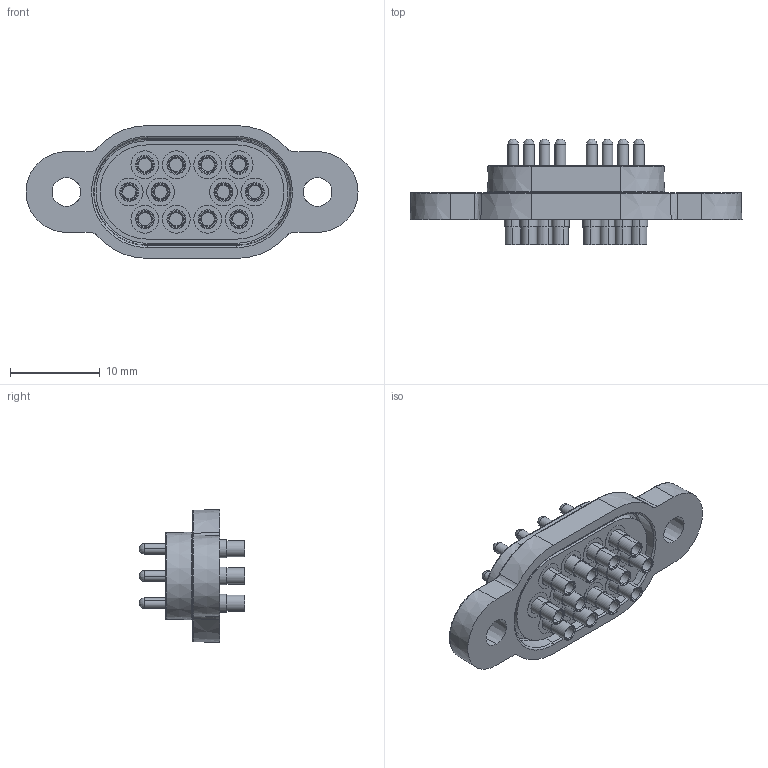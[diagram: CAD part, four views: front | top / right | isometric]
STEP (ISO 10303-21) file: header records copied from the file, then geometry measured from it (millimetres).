
FILE_DESCRIPTION (( 'STEP AP214' ), '1' );
FILE_NAME ('UEBK-30396.STEP', '2023-03-31T18:28:32', ( '' ), ( '' ), 'SwSTEP 2.0', 'SolidWorks 2022', '' );
FILE_SCHEMA (( 'AUTOMOTIVE_DESIGN' ));
Length unit declared in the file: millimetre
Products named in the file (1): UEBK-30396
Bounding box: 37 x 11.8 x 14.8 mm (x, y, z)
Volume: 1524.4 mm3; surface area: 3171.5 mm2
Topology: 14 solids, 26 shells, 632 faces, 1328 edges, 810 vertices
Faces by surface type: cylinder 304, plane 138, cone 132, bspline 58
Entity records: 24859 total; most frequent: CARTESIAN_POINT 3939, DIRECTION 3178, ORIENTED_EDGE 2608, AXIS2_PLACEMENT_3D 1353, EDGE_CURVE 1304, VERTEX_POINT 810, CIRCLE 778, EDGE_LOOP 770
